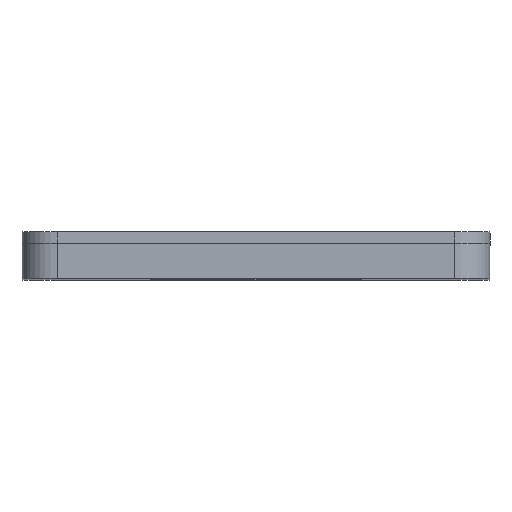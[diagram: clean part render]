
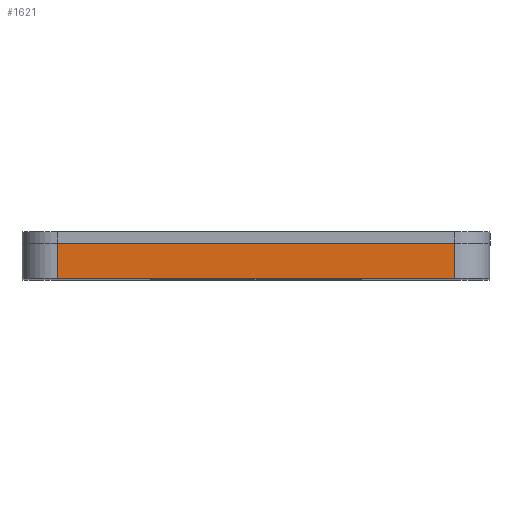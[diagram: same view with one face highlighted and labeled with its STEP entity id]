
A CAD part, top view. The second image highlights one B-rep face of the part: STEP entity #1621.
In plain terms, the highlighted face is planar.
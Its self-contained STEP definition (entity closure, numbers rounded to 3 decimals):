
#3 = DIRECTION ( 'NONE',  ( -1., 0., 0. ) ) ;
#47 = ORIENTED_EDGE ( 'NONE', *, *, #932, .T. ) ;
#84 = VERTEX_POINT ( 'NONE', #1808 ) ;
#130 = CARTESIAN_POINT ( 'NONE',  ( 50., -17., 3. ) ) ;
#174 = VECTOR ( 'NONE', #1825, 1000. ) ;
#182 = LINE ( 'NONE', #1706, #174 ) ;
#183 = VERTEX_POINT ( 'NONE', #130 ) ;
#229 = EDGE_LOOP ( 'NONE', ( #1250, #694, #980, #47 ) ) ;
#384 = CARTESIAN_POINT ( 'NONE',  ( 50., 17., 3. ) ) ;
#445 = AXIS2_PLACEMENT_3D ( 'NONE', #1991, #3, #1702 ) ;
#490 = DIRECTION ( 'NONE',  ( 0., 1., 0. ) ) ;
#607 = DIRECTION ( 'NONE',  ( 0., 0., 1. ) ) ;
#629 = EDGE_CURVE ( 'NONE', #183, #1779, #182, .T. ) ;
#694 = ORIENTED_EDGE ( 'NONE', *, *, #1459, .T. ) ;
#704 = LINE ( 'NONE', #1605, #975 ) ;
#743 = EDGE_CURVE ( 'NONE', #1947, #84, #1418, .T. ) ;
#826 = DIRECTION ( 'NONE',  ( 0., 0., -1. ) ) ;
#932 = EDGE_CURVE ( 'NONE', #84, #1779, #1255, .T. ) ;
#939 = VECTOR ( 'NONE', #607, 1000. ) ;
#975 = VECTOR ( 'NONE', #826, 1000. ) ;
#980 = ORIENTED_EDGE ( 'NONE', *, *, #743, .T. ) ;
#1097 = PLANE ( 'NONE',  #445 ) ;
#1250 = ORIENTED_EDGE ( 'NONE', *, *, #629, .F. ) ;
#1255 = LINE ( 'NONE', #1573, #939 ) ;
#1418 = LINE ( 'NONE', #1894, #1590 ) ;
#1459 = EDGE_CURVE ( 'NONE', #183, #1947, #704, .T. ) ;
#1573 = CARTESIAN_POINT ( 'NONE',  ( 50., 17., 3. ) ) ;
#1590 = VECTOR ( 'NONE', #490, 1000. ) ;
#1605 = CARTESIAN_POINT ( 'NONE',  ( 50., -17., 3. ) ) ;
#1621 = ADVANCED_FACE ( 'NONE', ( #1861 ), #1097, .F. ) ;
#1700 = CARTESIAN_POINT ( 'NONE',  ( 50., -17., 0. ) ) ;
#1702 = DIRECTION ( 'NONE',  ( 0., 0., 1. ) ) ;
#1706 = CARTESIAN_POINT ( 'NONE',  ( 50., -20., 3. ) ) ;
#1779 = VERTEX_POINT ( 'NONE', #384 ) ;
#1808 = CARTESIAN_POINT ( 'NONE',  ( 50., 17., 0. ) ) ;
#1825 = DIRECTION ( 'NONE',  ( 0., 1., 0. ) ) ;
#1861 = FACE_OUTER_BOUND ( 'NONE', #229, .T. ) ;
#1894 = CARTESIAN_POINT ( 'NONE',  ( 50., -20., 0. ) ) ;
#1947 = VERTEX_POINT ( 'NONE', #1700 ) ;
#1991 = CARTESIAN_POINT ( 'NONE',  ( 50., -20., 3. ) ) ;
